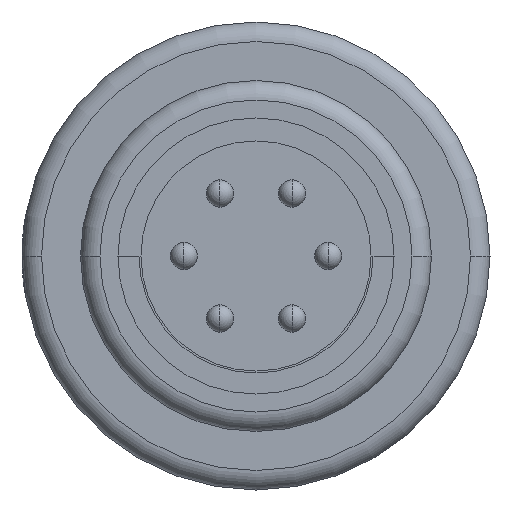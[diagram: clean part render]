
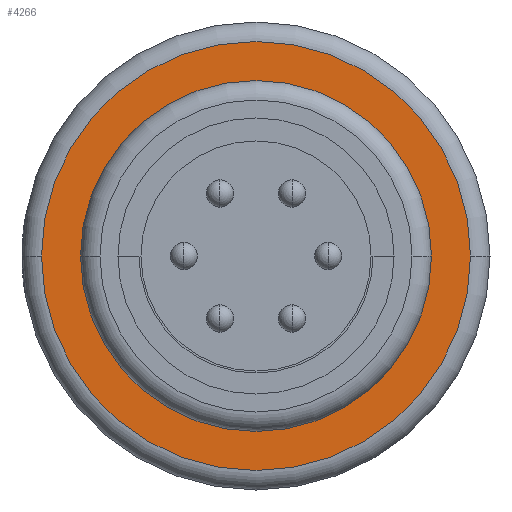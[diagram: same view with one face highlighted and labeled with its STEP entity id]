
A CAD part, left-side view. The second image highlights one B-rep face of the part: STEP entity #4266.
In plain terms, the highlighted planar face has unit normal (-1, 0, 0).
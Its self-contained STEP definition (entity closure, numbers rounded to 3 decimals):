
#1103=CARTESIAN_POINT('',(-2.4,0.,0.));
#1104=DIRECTION('',(-1.,0.,0.));
#1105=DIRECTION('',(0.,-1.,0.));
#1106=AXIS2_PLACEMENT_3D('',#1103,#1104,#1105);
#1111=CARTESIAN_POINT('',(-2.4,0.,0.));
#1112=DIRECTION('',(-1.,0.,0.));
#1113=DIRECTION('',(0.,1.,0.));
#1114=AXIS2_PLACEMENT_3D('',#1111,#1112,#1113);
#1127=CARTESIAN_POINT('',(-2.4,0.,0.));
#1128=DIRECTION('',(1.,0.,0.));
#1129=DIRECTION('',(0.,1.,0.));
#1130=AXIS2_PLACEMENT_3D('',#1127,#1128,#1129);
#1718=CARTESIAN_POINT('',(-2.4,0.,0.));
#1719=DIRECTION('',(-1.,0.,0.));
#1720=DIRECTION('',(0.,1.,0.));
#1721=AXIS2_PLACEMENT_3D('',#1718,#1719,#1720);
#3095=CARTESIAN_POINT('',(-2.4,4.5,0.));
#3096=CARTESIAN_POINT('',(-2.4,-4.5,0.));
#3097=VERTEX_POINT('',#3095);
#3098=VERTEX_POINT('',#3096);
#3207=CARTESIAN_POINT('',(-2.4,-5.5,0.));
#3208=CARTESIAN_POINT('',(-2.4,5.5,0.));
#3209=VERTEX_POINT('',#3207);
#3210=VERTEX_POINT('',#3208);
#4250=CARTESIAN_POINT('',(-2.4,0.,0.));
#4251=DIRECTION('',(1.,0.,0.));
#4252=DIRECTION('',(0.,-1.,0.));
#4253=AXIS2_PLACEMENT_3D('',#4250,#4251,#4252);
#4254=PLANE('',#4253);
#4256=ORIENTED_EDGE('',*,*,#4255,.F.);
#4257=ORIENTED_EDGE('',*,*,#4240,.F.);
#4258=EDGE_LOOP('',(#4256,#4257));
#4259=FACE_OUTER_BOUND('',#4258,.F.);
#4261=ORIENTED_EDGE('',*,*,#4260,.F.);
#4263=ORIENTED_EDGE('',*,*,#4262,.T.);
#4264=EDGE_LOOP('',(#4261,#4263));
#4265=FACE_BOUND('',#4264,.F.);
#1107=CIRCLE('',#1106,5.5);
#1115=CIRCLE('',#1114,5.5);
#1131=CIRCLE('',#1130,4.5);
#1722=CIRCLE('',#1721,4.5);
#4240=EDGE_CURVE('',#3210,#3209,#1115,.T.);
#4255=EDGE_CURVE('',#3209,#3210,#1107,.T.);
#4260=EDGE_CURVE('',#3097,#3098,#1131,.T.);
#4262=EDGE_CURVE('',#3097,#3098,#1722,.T.);
#4266=ADVANCED_FACE('',(#4259,#4265),#4254,.F.);
